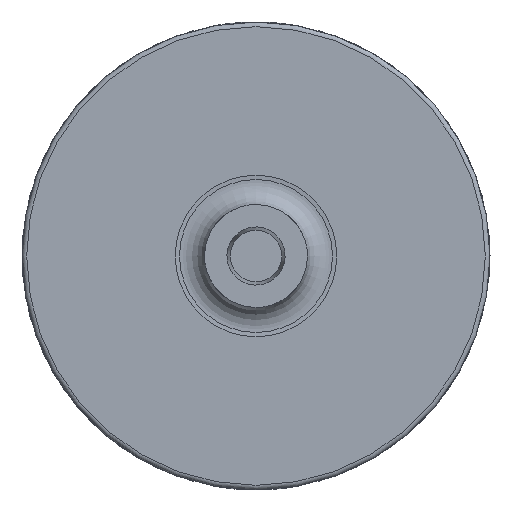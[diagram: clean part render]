
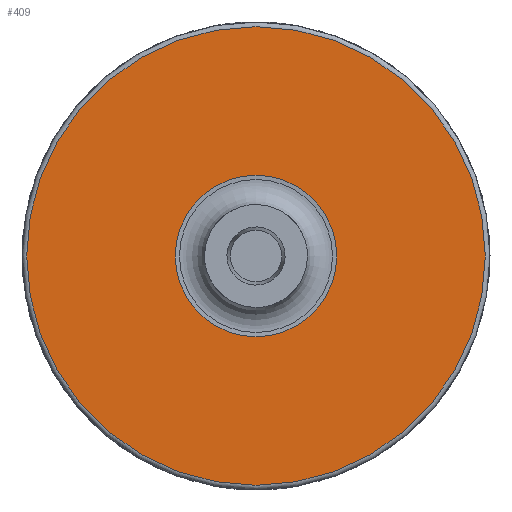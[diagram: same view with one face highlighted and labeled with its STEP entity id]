
A CAD part, left-side view. The second image highlights one B-rep face of the part: STEP entity #409.
In plain terms, the highlighted planar face has unit normal (-1, 0, 0).
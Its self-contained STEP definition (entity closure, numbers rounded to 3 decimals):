
#242=PLANE('',#1512);
#409=ADVANCED_FACE('',(#500,#501),#242,.F.);
#500=FACE_BOUND('',#598,.T.);
#501=FACE_BOUND('',#599,.T.);
#598=EDGE_LOOP('',(#826));
#599=EDGE_LOOP('',(#827));
#826=ORIENTED_EDGE('',*,*,#1299,.T.);
#827=ORIENTED_EDGE('',*,*,#1298,.F.);
#1139=VERTEX_POINT('',#2597);
#1140=VERTEX_POINT('',#2600);
#1298=EDGE_CURVE('',#1139,#1139,#1406,.T.);
#1299=EDGE_CURVE('',#1140,#1140,#1407,.T.);
#1406=CIRCLE('',#1509,48.995);
#1407=CIRCLE('',#1511,17.261);
#1509=AXIS2_PLACEMENT_3D('',#2596,#1762,#1763);
#1511=AXIS2_PLACEMENT_3D('',#2599,#1766,#1767);
#1512=AXIS2_PLACEMENT_3D('',#2601,#1768,#1769);
#1762=DIRECTION('',(1.,0.,0.));
#1763=DIRECTION('',(0.,0.,1.));
#1766=DIRECTION('',(1.,0.,0.));
#1767=DIRECTION('',(0.,0.,1.));
#1768=DIRECTION('',(1.,0.,0.));
#1769=DIRECTION('',(0.,0.,-1.));
#2596=CARTESIAN_POINT('',(82.,0.,0.));
#2597=CARTESIAN_POINT('',(82.,0.,48.995));
#2599=CARTESIAN_POINT('',(82.,0.,0.));
#2600=CARTESIAN_POINT('',(82.,0.,17.261));
#2601=CARTESIAN_POINT('',(82.,48.995,0.));
